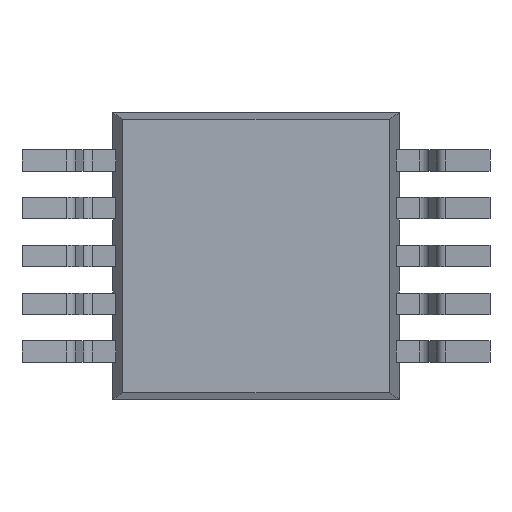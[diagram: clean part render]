
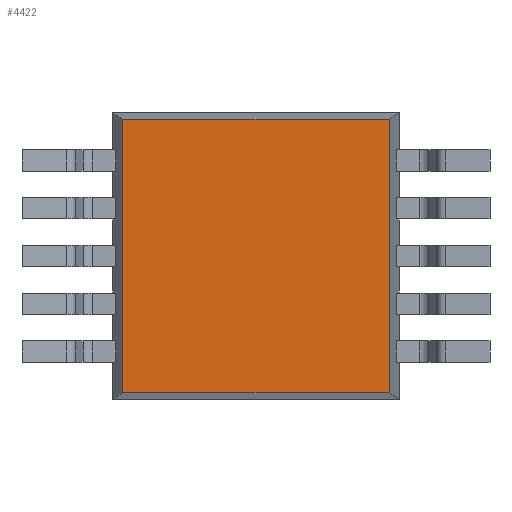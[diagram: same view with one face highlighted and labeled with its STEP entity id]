
A CAD part, left-side view. The second image highlights one B-rep face of the part: STEP entity #4422.
In plain terms, the highlighted planar face has unit normal (-1, 0, 0).
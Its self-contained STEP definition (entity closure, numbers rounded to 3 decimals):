
#223=DIRECTION('',(0.,0.,1.));
#224=VECTOR('',#223,2.859);
#225=CARTESIAN_POINT('',(-0.433,-1.396,-1.43));
#226=LINE('',#225,#224);
#1625=DIRECTION('',(0.,-1.,0.));
#1626=VECTOR('',#1625,2.793);
#1627=CARTESIAN_POINT('',(-0.433,1.396,1.43));
#1628=LINE('',#1627,#1626);
#1629=DIRECTION('',(0.,-1.,0.));
#1630=VECTOR('',#1629,2.793);
#1631=CARTESIAN_POINT('',(-0.433,1.396,-1.43));
#1632=LINE('',#1631,#1630);
#1633=DIRECTION('',(0.,0.,1.));
#1634=VECTOR('',#1633,2.859);
#1635=CARTESIAN_POINT('',(-0.433,1.396,-1.43));
#1636=LINE('',#1635,#1634);
#1649=CARTESIAN_POINT('',(-0.433,1.396,1.43));
#1650=VERTEX_POINT('',#1649);
#1651=CARTESIAN_POINT('',(-0.433,1.396,-1.43));
#1652=VERTEX_POINT('',#1651);
#1653=CARTESIAN_POINT('',(-0.433,-1.396,1.43));
#1654=VERTEX_POINT('',#1653);
#1655=CARTESIAN_POINT('',(-0.433,-1.396,-1.43));
#1656=VERTEX_POINT('',#1655);
#4410=CARTESIAN_POINT('',(-0.433,1.396,-1.5));
#4411=DIRECTION('',(-1.,0.,0.));
#4412=DIRECTION('',(0.,-1.,0.));
#4413=AXIS2_PLACEMENT_3D('',#4410,#4411,#4412);
#4414=PLANE('',#4413);
#4416=ORIENTED_EDGE('',*,*,#4415,.T.);
#4417=ORIENTED_EDGE('',*,*,#2361,.F.);
#4418=ORIENTED_EDGE('',*,*,#4403,.F.);
#4419=ORIENTED_EDGE('',*,*,#2223,.T.);
#4420=EDGE_LOOP('',(#4416,#4417,#4418,#4419));
#4421=FACE_OUTER_BOUND('',#4420,.F.);
#2223=EDGE_CURVE('',#1652,#1650,#1636,.T.);
#2361=EDGE_CURVE('',#1656,#1654,#226,.T.);
#4403=EDGE_CURVE('',#1652,#1656,#1632,.T.);
#4415=EDGE_CURVE('',#1650,#1654,#1628,.T.);
#4422=ADVANCED_FACE('',(#4421),#4414,.T.);
